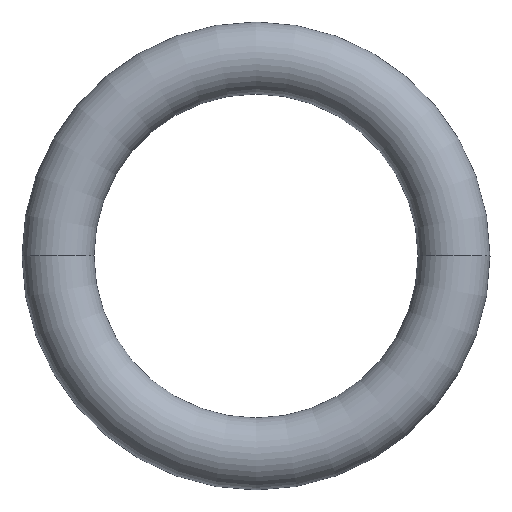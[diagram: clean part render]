
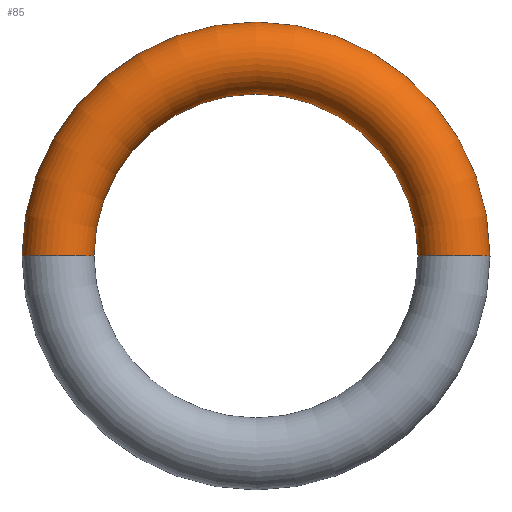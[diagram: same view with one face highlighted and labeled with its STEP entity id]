
A CAD part, top view. The second image highlights one B-rep face of the part: STEP entity #85.
In plain terms, the highlighted toroidal (fillet/blend) face has major radius 2.75 mm and minor radius 0.5 mm.
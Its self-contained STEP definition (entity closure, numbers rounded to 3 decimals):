
#22 = VERTEX_POINT('',#23);
#23 = CARTESIAN_POINT('',(3.25,0.,0.));
#24 = VERTEX_POINT('',#25);
#25 = CARTESIAN_POINT('',(2.25,0.,0.));
#33 = VERTEX_POINT('',#34);
#34 = CARTESIAN_POINT('',(-3.25,0.,0.));
#42 = VERTEX_POINT('',#43);
#43 = CARTESIAN_POINT('',(-2.25,0.,0.));
#66 = EDGE_CURVE('',#33,#22,#67,.T.);
#67 = CIRCLE('',#68,3.25);
#68 = AXIS2_PLACEMENT_3D('',#69,#70,#71);
#69 = CARTESIAN_POINT('',(0.,0.,0.));
#70 = DIRECTION('',(0.,0.,-1.));
#71 = DIRECTION('',(-1.,0.,0.));
#74 = EDGE_CURVE('',#42,#24,#75,.T.);
#75 = CIRCLE('',#76,2.25);
#76 = AXIS2_PLACEMENT_3D('',#77,#78,#79);
#77 = CARTESIAN_POINT('',(0.,0.,0.));
#78 = DIRECTION('',(0.,0.,-1.));
#79 = DIRECTION('',(-1.,0.,0.));
#85 = ADVANCED_FACE('',(#86),#104,.T.);
#86 = FACE_BOUND('',#87,.T.);
#87 = EDGE_LOOP('',(#88,#89,#96,#97));
#88 = ORIENTED_EDGE('',*,*,#66,.F.);
#89 = ORIENTED_EDGE('',*,*,#90,.F.);
#90 = EDGE_CURVE('',#42,#33,#91,.T.);
#91 = CIRCLE('',#92,0.5);
#92 = AXIS2_PLACEMENT_3D('',#93,#94,#95);
#93 = CARTESIAN_POINT('',(-2.75,0.,0.));
#94 = DIRECTION('',(0.,-1.,0.));
#95 = DIRECTION('',(0.,0.,-1.));
#96 = ORIENTED_EDGE('',*,*,#74,.T.);
#97 = ORIENTED_EDGE('',*,*,#98,.T.);
#98 = EDGE_CURVE('',#24,#22,#99,.T.);
#99 = CIRCLE('',#100,0.5);
#100 = AXIS2_PLACEMENT_3D('',#101,#102,#103);
#101 = CARTESIAN_POINT('',(2.75,0.,0.));
#102 = DIRECTION('',(0.,1.,0.));
#103 = DIRECTION('',(-1.,0.,0.));
#104 = TOROIDAL_SURFACE('',#105,2.75,0.5);
#105 = AXIS2_PLACEMENT_3D('',#106,#107,#108);
#106 = CARTESIAN_POINT('',(0.,0.,0.));
#107 = DIRECTION('',(0.,-0.,-1.));
#108 = DIRECTION('',(-1.,0.,0.));
